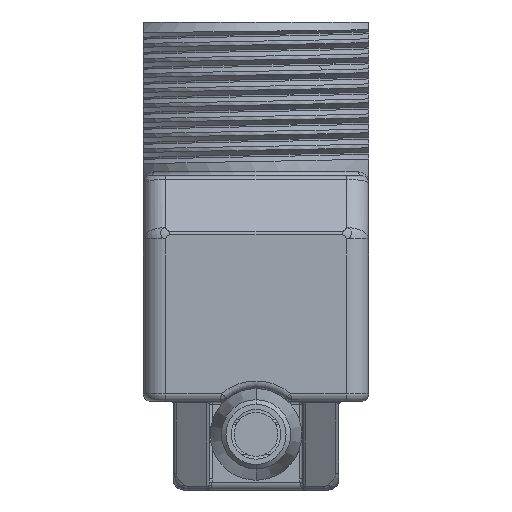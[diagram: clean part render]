
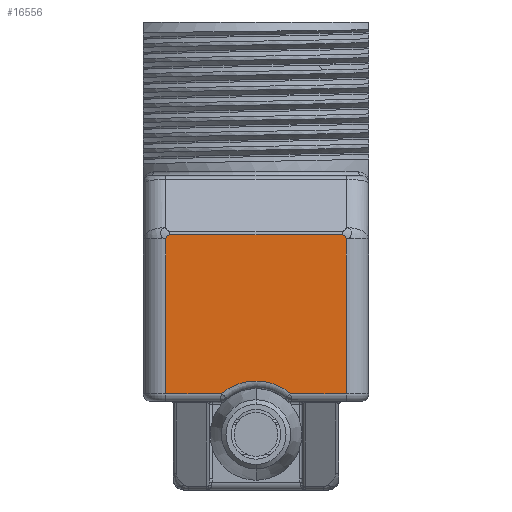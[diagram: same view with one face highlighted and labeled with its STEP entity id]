
A CAD part, front view. The second image highlights one B-rep face of the part: STEP entity #16556.
In plain terms, the highlighted planar face has unit normal (0, -1, 0).
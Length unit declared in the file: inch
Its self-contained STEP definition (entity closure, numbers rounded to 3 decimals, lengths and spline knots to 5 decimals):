
#453=CARTESIAN_POINT('',(0.,-0.67913,-0.37402));
#454=DIRECTION('',(0.,1.,0.));
#455=DIRECTION('',(-0.649,0.,0.761));
#456=AXIS2_PLACEMENT_3D('',#453,#454,#455);
#458=CARTESIAN_POINT('',(0.09074,-0.67913,
-0.26772));
#488=DIRECTION('',(-1.,0.,0.));
#489=VECTOR('',#488,0.14548);
#490=CARTESIAN_POINT('',(0.23622,-0.67913,
-0.26772));
#491=LINE('',#490,#489);
#501=CARTESIAN_POINT('',(-0.23622,-0.67913,
0.13772));
#502=CARTESIAN_POINT('',(-0.23608,-0.67913,
0.14281));
#503=CARTESIAN_POINT('',(-0.23076,-0.67913,
0.14827));
#504=CARTESIAN_POINT('',(-0.22567,-0.67913,
0.14827));
#506=CARTESIAN_POINT('',(0.23622,-0.67913,
0.13772));
#507=CARTESIAN_POINT('',(0.23608,-0.67913,
0.14281));
#508=CARTESIAN_POINT('',(0.23076,-0.67913,
0.14827));
#509=CARTESIAN_POINT('',(0.22567,-0.67913,
0.14827));
#515=DIRECTION('',(0.,0.,1.));
#516=VECTOR('',#515,0.40544);
#517=CARTESIAN_POINT('',(0.23622,-0.67913,
-0.26772));
#518=LINE('',#517,#516);
#1467=DIRECTION('',(0.,0.,-1.));
#1468=VECTOR('',#1467,0.40544);
#1469=CARTESIAN_POINT('',(-0.23622,-0.67913,
0.13772));
#1470=LINE('',#1469,#1468);
#2671=DIRECTION('',(-1.,0.,0.));
#2672=VECTOR('',#2671,0.14548);
#2673=CARTESIAN_POINT('',(-0.09074,-0.67913,
-0.26772));
#2674=LINE('',#2673,#2672);
#2688=CARTESIAN_POINT('',(-0.09074,-0.67913,
-0.26772));
#2944=DIRECTION('',(-1.,0.,0.));
#2945=VECTOR('',#2944,0.45134);
#2946=CARTESIAN_POINT('',(0.22567,-0.67913,
0.14827));
#2947=LINE('',#2946,#2945);
#13163=VERTEX_POINT('',#506);
#13164=VERTEX_POINT('',#509);
#13170=CARTESIAN_POINT('',(-0.22567,-0.67913,
0.14827));
#13171=VERTEX_POINT('',#13170);
#13172=VERTEX_POINT('',#501);
#15118=CARTESIAN_POINT('',(0.23622,-0.67913,
-0.26772));
#15119=VERTEX_POINT('',#15118);
#15136=CARTESIAN_POINT('',(-0.23622,-0.67913,
-0.26772));
#15137=VERTEX_POINT('',#15136);
#15145=VERTEX_POINT('',#458);
#15147=VERTEX_POINT('',#2688);
#16535=CARTESIAN_POINT('',(-0.29528,-0.67913,0.));
#16536=DIRECTION('',(0.,-1.,0.));
#16537=DIRECTION('',(1.,0.,0.));
#16538=AXIS2_PLACEMENT_3D('',#16535,#16536,#16537);
#16539=PLANE('',#16538);
#16541=ORIENTED_EDGE('',*,*,#16540,.F.);
#16542=ORIENTED_EDGE('',*,*,#16527,.T.);
#16543=ORIENTED_EDGE('',*,*,#16468,.F.);
#16545=ORIENTED_EDGE('',*,*,#16544,.T.);
#16547=ORIENTED_EDGE('',*,*,#16546,.F.);
#16549=ORIENTED_EDGE('',*,*,#16548,.T.);
#16551=ORIENTED_EDGE('',*,*,#16550,.F.);
#16553=ORIENTED_EDGE('',*,*,#16552,.F.);
#16554=EDGE_LOOP('',(#16541,#16542,#16543,#16545,#16547,#16549,#16551,#16553));
#16555=FACE_OUTER_BOUND('',#16554,.F.);
#16556=ADVANCED_FACE('',(#16555),#16539,.T.);
#457=CIRCLE('',#456,0.13976);
#505=B_SPLINE_CURVE_WITH_KNOTS('',3,(#501,#502,#503,#504),.UNSPECIFIED.,.F.,.F.,
(4,4),(0.,1.),.UNSPECIFIED.);
#510=B_SPLINE_CURVE_WITH_KNOTS('',3,(#506,#507,#508,#509),.UNSPECIFIED.,.F.,.F.,
(4,4),(0.,1.),.UNSPECIFIED.);
#16468=EDGE_CURVE('',#15147,#15145,#457,.T.);
#16527=EDGE_CURVE('',#15119,#15145,#491,.T.);
#16540=EDGE_CURVE('',#15119,#13163,#518,.T.);
#16544=EDGE_CURVE('',#15147,#15137,#2674,.T.);
#16546=EDGE_CURVE('',#13172,#15137,#1470,.T.);
#16548=EDGE_CURVE('',#13172,#13171,#505,.T.);
#16550=EDGE_CURVE('',#13164,#13171,#2947,.T.);
#16552=EDGE_CURVE('',#13163,#13164,#510,.T.);
